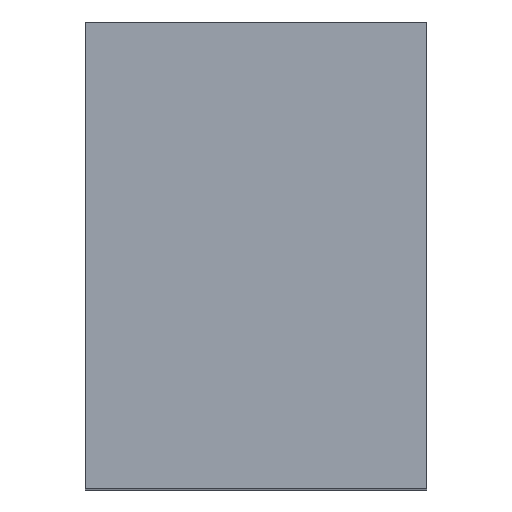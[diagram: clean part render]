
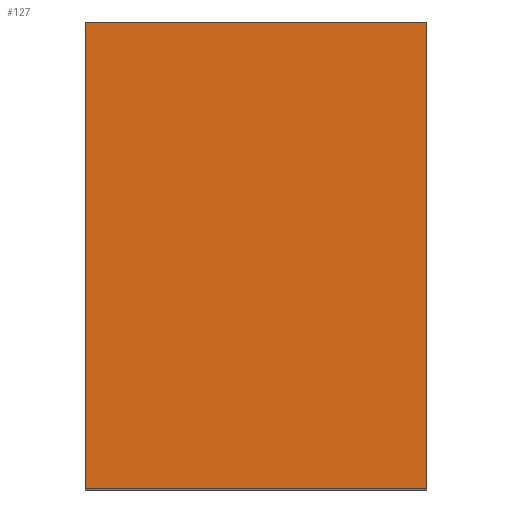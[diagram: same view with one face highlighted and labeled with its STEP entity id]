
A CAD part, top view. The second image highlights one B-rep face of the part: STEP entity #127.
In plain terms, the highlighted planar face has unit normal (0, 0, 1).
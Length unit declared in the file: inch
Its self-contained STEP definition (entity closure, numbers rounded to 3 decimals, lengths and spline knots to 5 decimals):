
#20=PLANE('',#150);
#27=FACE_OUTER_BOUND('',#35,.T.);
#35=EDGE_LOOP('',(#109,#110,#111,#112));
#43=LINE('',#201,#56);
#48=LINE('',#211,#61);
#49=LINE('',#214,#62);
#50=LINE('',#215,#63);
#56=VECTOR('',#167,0.3937);
#61=VECTOR('',#176,0.3937);
#62=VECTOR('',#179,0.3937);
#63=VECTOR('',#180,0.3937);
#69=VERTEX_POINT('',#194);
#72=VERTEX_POINT('',#199);
#75=VERTEX_POINT('',#209);
#76=VERTEX_POINT('',#213);
#83=EDGE_CURVE('',#72,#69,#43,.T.);
#88=EDGE_CURVE('',#72,#75,#48,.T.);
#89=EDGE_CURVE('',#76,#75,#49,.T.);
#90=EDGE_CURVE('',#69,#76,#50,.T.);
#109=ORIENTED_EDGE('',*,*,#88,.T.);
#110=ORIENTED_EDGE('',*,*,#89,.F.);
#111=ORIENTED_EDGE('',*,*,#90,.F.);
#112=ORIENTED_EDGE('',*,*,#83,.F.);
#127=ADVANCED_FACE('',(#27),#20,.T.);
#150=AXIS2_PLACEMENT_3D('',#212,#177,#178);
#167=DIRECTION('',(0.,1.,0.));
#176=DIRECTION('',(1.,0.,0.));
#177=DIRECTION('center_axis',(0.,0.,1.));
#178=DIRECTION('ref_axis',(0.,-1.,0.));
#179=DIRECTION('',(0.,-1.,0.));
#180=DIRECTION('',(1.,0.,0.));
#194=CARTESIAN_POINT('',(-0.4325,0.59,1.15));
#199=CARTESIAN_POINT('',(-0.4325,-0.59,1.15));
#201=CARTESIAN_POINT('',(-0.4325,0.59,1.15));
#209=CARTESIAN_POINT('',(0.4325,-0.59,1.15));
#211=CARTESIAN_POINT('',(0.,-0.59,1.15));
#212=CARTESIAN_POINT('Origin',(0.,0.59,1.15));
#213=CARTESIAN_POINT('',(0.4325,0.59,1.15));
#214=CARTESIAN_POINT('',(0.4325,0.59,1.15));
#215=CARTESIAN_POINT('',(0.,0.59,1.15));
